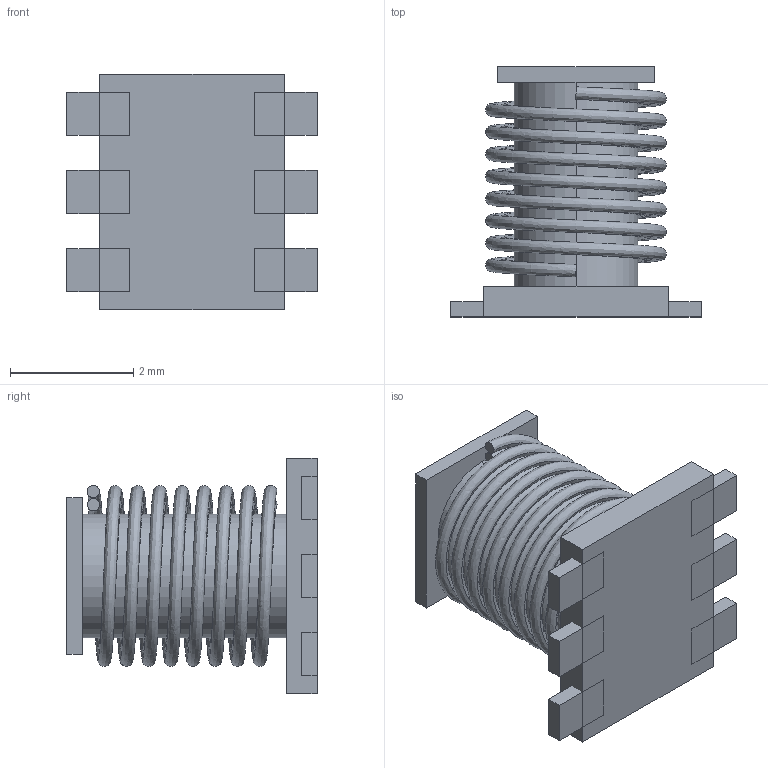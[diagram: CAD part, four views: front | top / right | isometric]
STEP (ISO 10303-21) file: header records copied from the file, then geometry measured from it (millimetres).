
FILE_DESCRIPTION (( 'STEP AP214' ), '1' );
FILE_NAME ('FAFA5D7E-A94B-4635-A883-7D1C40A57531.STEP', '2024-09-13T01:45:31', ( '' ), ( '' ), 'SwSTEP 2.0', 'SolidWorks 2022', '' );
FILE_SCHEMA (( 'AUTOMOTIVE_DESIGN' ));
Length unit declared in the file: millimetre
Products named in the file (1): FAFA5D7E-A94B-4635-A883-7D1C40A57531
Bounding box: 4.06 x 4.06 x 3.82 mm (x, y, z)
Volume: 22.8 mm3; surface area: 153.6 mm2
Topology: 9 solids, 9 shells, 58 faces, 114 edges, 76 vertices
Faces by surface type: plane 52, bspline 4, cylinder 2
Entity records: 4886 total; most frequent: CARTESIAN_POINT 3345, DIRECTION 232, ORIENTED_EDGE 228, EDGE_CURVE 114, VECTOR 98, LINE 98, VERTEX_POINT 76, AXIS2_PLACEMENT_3D 67
